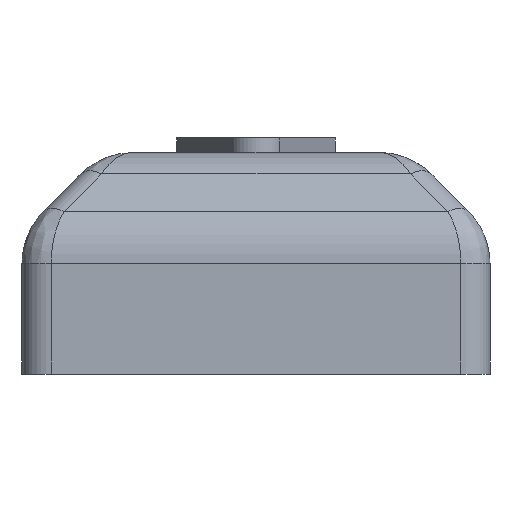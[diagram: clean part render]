
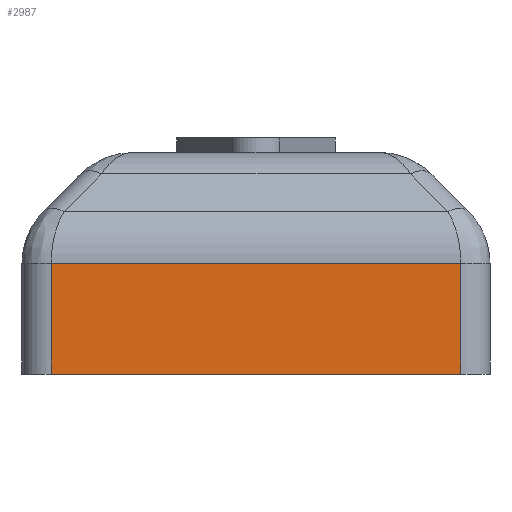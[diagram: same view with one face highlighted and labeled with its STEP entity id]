
A CAD part, left-side view. The second image highlights one B-rep face of the part: STEP entity #2987.
In plain terms, the highlighted planar face has unit normal (-1, 0, 0).
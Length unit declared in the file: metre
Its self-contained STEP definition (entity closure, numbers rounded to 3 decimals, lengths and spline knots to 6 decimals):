
#270=LINE('',#4477,#528);
#307=LINE('',#4560,#565);
#308=LINE('',#4563,#566);
#309=LINE('',#4564,#567);
#528=VECTOR('',#3580,1.);
#565=VECTOR('',#3635,1.);
#566=VECTOR('',#3636,1.);
#567=VECTOR('',#3637,1.);
#921=ORIENTED_EDGE('',*,*,#1739,.T.);
#922=ORIENTED_EDGE('',*,*,#1740,.T.);
#923=ORIENTED_EDGE('',*,*,#1697,.F.);
#924=ORIENTED_EDGE('',*,*,#1741,.T.);
#1697=EDGE_CURVE('',#2115,#2116,#270,.T.);
#1739=EDGE_CURVE('',#2153,#2154,#307,.F.);
#1740=EDGE_CURVE('',#2154,#2116,#308,.T.);
#1741=EDGE_CURVE('',#2115,#2153,#309,.F.);
#2115=VERTEX_POINT('',#4476);
#2116=VERTEX_POINT('',#4478);
#2153=VERTEX_POINT('',#4561);
#2154=VERTEX_POINT('',#4562);
#2429=EDGE_LOOP('',(#921,#922,#923,#924));
#2667=FACE_BOUND('',#2429,.T.);
#2892=PLANE('',#3231);
#2987=ADVANCED_FACE('',(#2667),#2892,.T.);
#3231=AXIS2_PLACEMENT_3D('',#4559,#3633,#3634);
#3580=DIRECTION('',(0.,1.,0.));
#3633=DIRECTION('',(-1.,0.,0.));
#3634=DIRECTION('',(0.,0.,1.));
#3635=DIRECTION('',(0.,-1.,0.));
#3636=DIRECTION('',(0.,0.,-1.));
#3637=DIRECTION('',(0.,0.,-1.));
#4476=CARTESIAN_POINT('',(-0.0465,-0.028,-0.021));
#4477=CARTESIAN_POINT('',(-0.0465,0.,-0.021));
#4478=CARTESIAN_POINT('',(-0.0465,0.028,-0.021));
#4559=CARTESIAN_POINT('',(-0.0465,0.,0.0093));
#4560=CARTESIAN_POINT('',(-0.0465,0.,-0.005842));
#4561=CARTESIAN_POINT('',(-0.0465,-0.028,-0.005842));
#4562=CARTESIAN_POINT('',(-0.0465,0.028,-0.005842));
#4563=CARTESIAN_POINT('',(-0.0465,0.028,0.0093));
#4564=CARTESIAN_POINT('',(-0.0465,-0.028,-0.005842));
